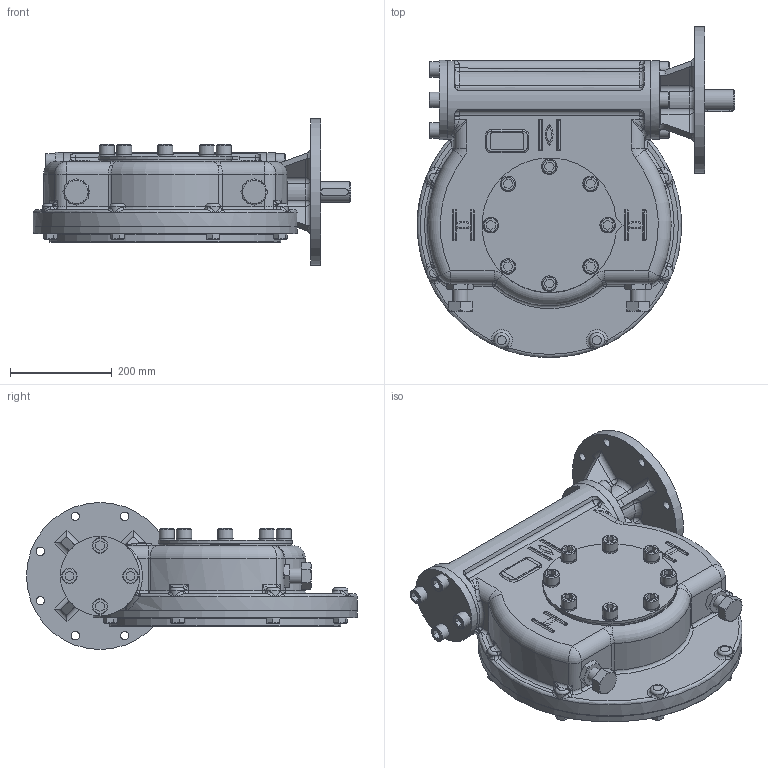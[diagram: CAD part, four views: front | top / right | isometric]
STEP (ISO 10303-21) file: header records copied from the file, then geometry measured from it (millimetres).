
FILE_DESCRIPTION(/* description */ ('Unknown'),/* implementation_level */ '2;1');
FILE_NAME(/* name */ 'PUB-IW8FB-F25-F30',/* time_stamp */ '2016-06-28T15:41:01+01:00',/* author */ ('Unknown'),/* organization */ ('Unknown'),/* preprocessor_version */ 'ST-DEVELOPER v16',/* originating_system */ 'DEX',/* authorisation */ $);
FILE_SCHEMA (('AUTOMOTIVE_DESIGN {1 0 10303 214 3 1 1}'));
Length unit declared in the file: millimetre
Products named in the file (1): PUB-IW8FB-F25-F30
Bounding box: 624.94 x 650.88 x 289 mm (x, y, z)
Surface area: 1300832.9 mm2 (no closed solid volume)
Topology: 0 solids, 60 shells, 859 faces, 2329 edges, 1466 vertices
Faces by surface type: plane 326, cylinder 187, cone 119, torus 97, bspline 96, sphere 34
Full cylindrical faces by diameter (mm): 16.5 x8, 17 x8, 17.294 x8, 30 x18, 30.7 x8, 40 x1, 40.4 x1, 64 x1, 155 x1, 195 x1, 200.1 x1, 260 x1, 289 x1, 454.5 x1
Entity records: 40207 total; most frequent: CARTESIAN_POINT 20122, DIRECTION 3909, ORIENTED_EDGE 3727, EDGE_CURVE 2102, AXIS2_PLACEMENT_3D 1558, VERTEX_POINT 1418, FACE_BOUND 1109, EDGE_LOOP 1101
